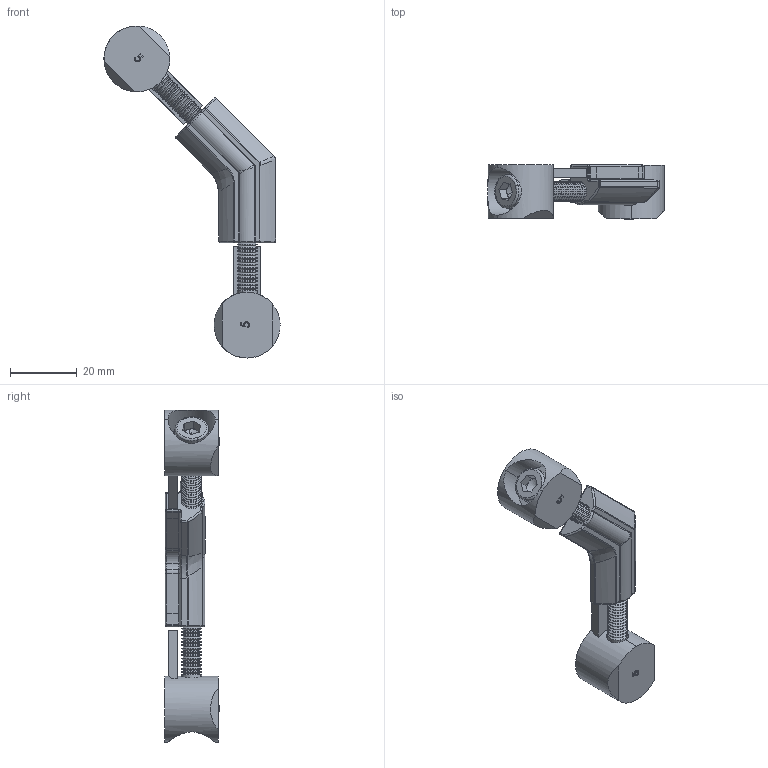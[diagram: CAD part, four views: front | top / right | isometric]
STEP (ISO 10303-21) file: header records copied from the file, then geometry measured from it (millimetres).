
FILE_DESCRIPTION(('STEP AP214'),'1');
FILE_NAME('fath_099a0840w45.stp','2017-06-01T07:21:15',('TraceParts'),('TraceParts S.A.'),'Spatial InterOp 3D',' ',' ');
FILE_SCHEMA(('automotive_design'));
Length unit declared in the file: millimetre
Products named in the file (5): fath_099a0840w45_1; fath_099a0840w45_2; fath_099a0840w45_3; fath_099a0840w45_4; fath_099a0840w45_5
Bounding box: 52.69 x 16.2 x 99.34 mm (x, y, z)
Volume: 14584.4 mm3; surface area: 10182.8 mm2
Topology: 5 solids, 5 shells, 567 faces, 1436 edges, 859 vertices
Faces by surface type: cone 212, cylinder 177, plane 90, torus 38, bspline 30, sphere 20
Entity records: 22971 total; most frequent: CARTESIAN_POINT 4517, DIRECTION 3162, ORIENTED_EDGE 2820, EDGE_CURVE 1410, AXIS2_PLACEMENT_3D 1286, VERTEX_POINT 859, CIRCLE 744, LINE 590
